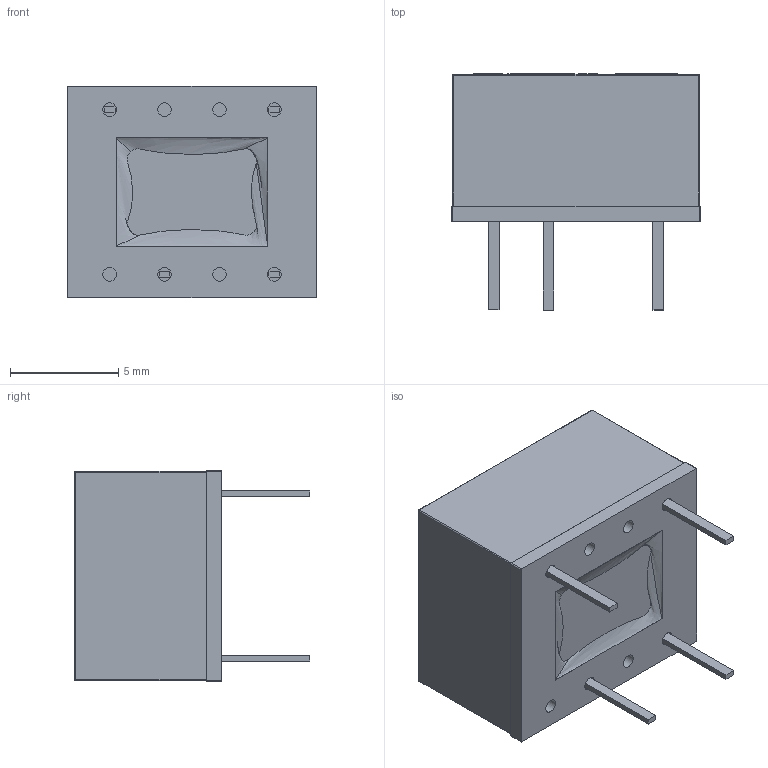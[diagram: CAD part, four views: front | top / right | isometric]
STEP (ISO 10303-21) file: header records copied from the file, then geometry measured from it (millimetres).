
FILE_DESCRIPTION (( 'STEP AP214' ), '1' );
FILE_NAME ('mps_dcdc_mee1s_dc_a.STEP', '2014-10-04T16:20:22', ( '' ), ( '' ), 'SwSTEP 2.0', 'SolidWorks 2014', '' );
FILE_SCHEMA (( 'AUTOMOTIVE_DESIGN' ));
Length unit declared in the file: millimetre
Products named in the file (1): mps_dcdc_mee1s_dc_a
Bounding box: 11.5 x 10.92 x 9.8 mm (x, y, z)
Volume: 693.5 mm3; surface area: 1438.8 mm2
Topology: 31 solids, 31 shells, 579 faces, 1553 edges, 1044 vertices
Faces by surface type: plane 486, bspline 65, cylinder 24, sphere 4
Full cylindrical faces by diameter (mm): 0.63 x8, 1 x1
Entity records: 27803 total; most frequent: CARTESIAN_POINT 7123, ORIENTED_EDGE 3064, DIRECTION 2458, EDGE_CURVE 1532, LINE 1332, VECTOR 1332, VERTEX_POINT 1036, UNCERTAINTY_MEASURE_WITH_UNIT 612
